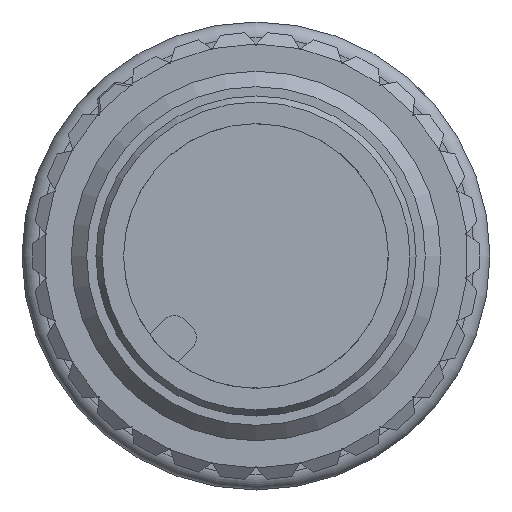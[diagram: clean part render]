
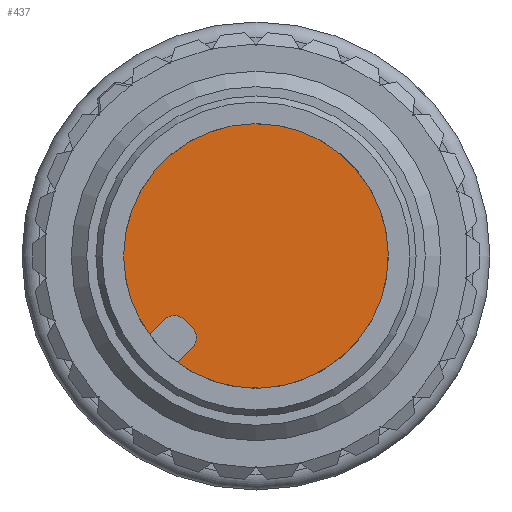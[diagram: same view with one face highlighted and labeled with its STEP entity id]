
A CAD part, left-side view. The second image highlights one B-rep face of the part: STEP entity #437.
In plain terms, the highlighted planar face has unit normal (-1, 0, 0).
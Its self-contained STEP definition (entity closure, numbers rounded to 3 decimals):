
#123=CARTESIAN_POINT('',(14.5,2.298,-2.086));
#124=VERTEX_POINT('',#123);
#131=CARTESIAN_POINT('',(14.5,3.005,-2.086));
#132=VERTEX_POINT('',#131);
#133=CARTESIAN_POINT('',(14.5,2.652,-2.44));
#134=DIRECTION('',(1.,0.,0.0));
#135=DIRECTION('',(0.0,0.0,1.0));
#136=AXIS2_PLACEMENT_3D('',#133,#134,#135);
#137=CIRCLE('',#136,0.5);
#138=EDGE_CURVE('',#124,#132,#137,.F.);
#163=CARTESIAN_POINT('',(14.5,2.086,-2.298));
#164=VERTEX_POINT('',#163);
#171=CARTESIAN_POINT('',(14.5,2.298,-2.086));
#172=DIRECTION('',(0.,-0.707,-0.707));
#173=VECTOR('',#172,0.3);
#174=LINE('',#171,#173);
#175=EDGE_CURVE('',#124,#164,#174,.T.);
#228=CARTESIAN_POINT('',(14.5,2.086,-3.005));
#229=VERTEX_POINT('',#228);
#236=CARTESIAN_POINT('',(14.5,2.44,-2.652));
#237=DIRECTION('',(1.,0.,0.0));
#238=DIRECTION('',(0.,-1.,0.0));
#239=AXIS2_PLACEMENT_3D('',#236,#237,#238);
#240=CIRCLE('',#239,0.5);
#241=EDGE_CURVE('',#229,#164,#240,.F.);
#253=CARTESIAN_POINT('',(14.5,3.465,-2.546));
#254=VERTEX_POINT('',#253);
#255=CARTESIAN_POINT('',(14.5,3.465,-2.546));
#256=DIRECTION('',(0.,-0.707,0.707));
#257=VECTOR('',#256,0.651);
#258=LINE('',#255,#257);
#259=EDGE_CURVE('',#254,#132,#258,.T.);
#278=CARTESIAN_POINT('',(14.5,2.546,-3.465));
#279=VERTEX_POINT('',#278);
#286=CARTESIAN_POINT('',(14.5,2.086,-3.005));
#287=DIRECTION('',(0.,0.707,-0.707));
#288=VECTOR('',#287,0.651);
#289=LINE('',#286,#288);
#290=EDGE_CURVE('',#229,#279,#289,.T.);
#314=CARTESIAN_POINT('',(14.5,0.,0.0));
#315=DIRECTION('',(1.,0.,0.0));
#316=DIRECTION('',(0.,1.,0.0));
#317=AXIS2_PLACEMENT_3D('',#314,#315,#316);
#318=CIRCLE('',#317,4.3);
#319=EDGE_CURVE('',#254,#279,#318,.T.);
#424=CARTESIAN_POINT('',(14.5,2.15,0.0));
#425=DIRECTION('',(-1.,0.,0.0));
#426=DIRECTION('',(0.0,0.0,1.0));
#427=AXIS2_PLACEMENT_3D('',#424,#425,#426);
#428=PLANE('',#427);
#429=ORIENTED_EDGE('',*,*,#290,.T.);
#430=ORIENTED_EDGE('',*,*,#319,.F.);
#431=ORIENTED_EDGE('',*,*,#259,.T.);
#432=ORIENTED_EDGE('',*,*,#138,.F.);
#433=ORIENTED_EDGE('',*,*,#175,.T.);
#434=ORIENTED_EDGE('',*,*,#241,.F.);
#435=EDGE_LOOP('',(#429,#430,#431,#432,#433,#434));
#436=FACE_OUTER_BOUND('',#435,.T.);
#437=ADVANCED_FACE('',(#436),#428,.T.);
